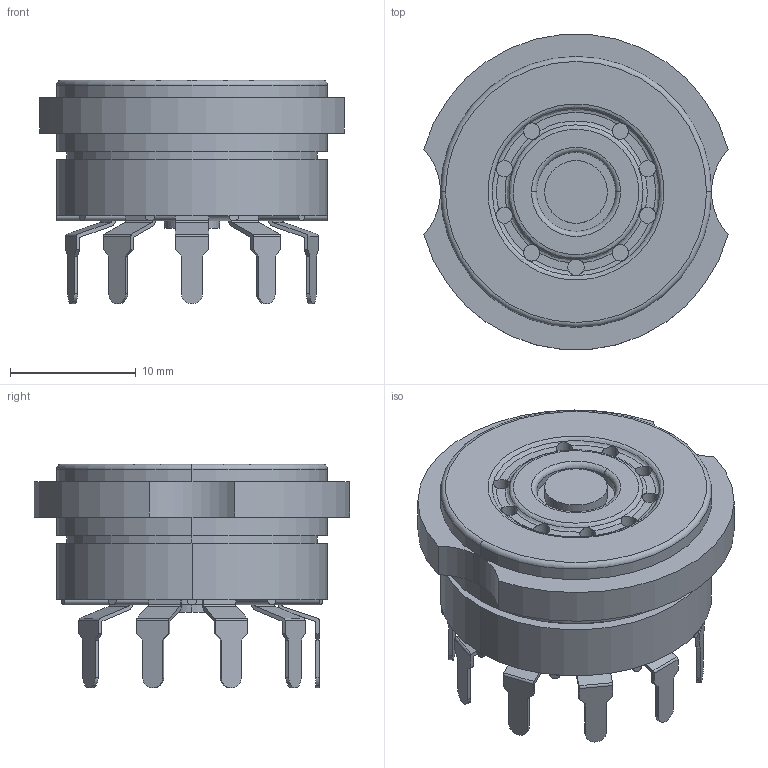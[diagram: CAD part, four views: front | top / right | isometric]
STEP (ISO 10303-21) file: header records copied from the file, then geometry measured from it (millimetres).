
FILE_DESCRIPTION((''),'2;1');
FILE_NAME('DONGXIN_GZC9-Y.stp','2010-03-15T12:50:51',(''),(''),'Mechanical Desktop 2010','Mechanical Desktop 2010',', , ');
FILE_SCHEMA(('AUTOMOTIVE_DESIGN { 1 2 10303 214 1 1 1 1 }'));
Length unit declared in the file: millimetre
Products named in the file (1): Product
Bounding box: 24.27 x 25.11 x 17.8 mm (x, y, z)
Volume: 4252.6 mm3; surface area: 4050.5 mm2
Topology: 25 solids, 25 shells, 266 faces, 655 edges, 432 vertices
Faces by surface type: plane 174, cylinder 84, torus 4, bspline 4
Entity records: 10136 total; most frequent: CARTESIAN_POINT 3642, DIRECTION 1345, ORIENTED_EDGE 1310, EDGE_CURVE 655, AXIS2_PLACEMENT_3D 467, VERTEX_POINT 432, VECTOR 411, LINE 411
